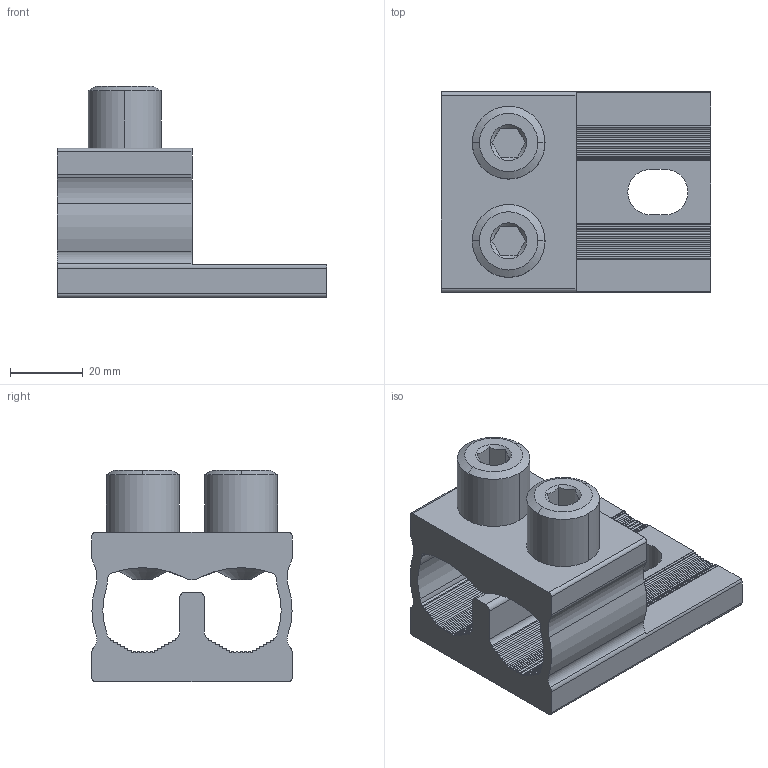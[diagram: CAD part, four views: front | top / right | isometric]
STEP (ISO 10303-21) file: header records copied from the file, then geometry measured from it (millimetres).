
FILE_DESCRIPTION(('Creo Elements/Direct Modeling STEP Export'),'2;1');
FILE_NAME('VC02-0138_OT_2x240.stp','2025-08-19T13:55:30',(''),(''),'Creo Elements/Direct Modeling STEP processor for AP214 (Solid Model)','Creo Elements/Direct Modeling 20.6A 14-Oct-2023 (C) Parametric Technology GmbH','');
FILE_SCHEMA(('AUTOMOTIVE_DESIGN { 1 0 10303 214 1 1 1 1 }'));
Length unit declared in the file: millimetre
Products named in the file (2): Liitinrunko OT 2x240
Assembly tree (1 placements, depth 2):
  Liitinrunko OT 2x240
    Liitinrunko OT 2x240
Bounding box: 74 x 55 x 58 mm (x, y, z)
Volume: 74808.7 mm3; surface area: 24015.8 mm2
Topology: 1 solids, 1 shells, 169 faces, 482 edges, 320 vertices
Faces by surface type: cylinder 111, plane 46, cone 12
Entity records: 5660 total; most frequent: CARTESIAN_POINT 1124, DIRECTION 990, ORIENTED_EDGE 964, EDGE_CURVE 482, AXIS2_PLACEMENT_3D 394, VERTEX_POINT 320, CIRCLE 234, VECTOR 202
